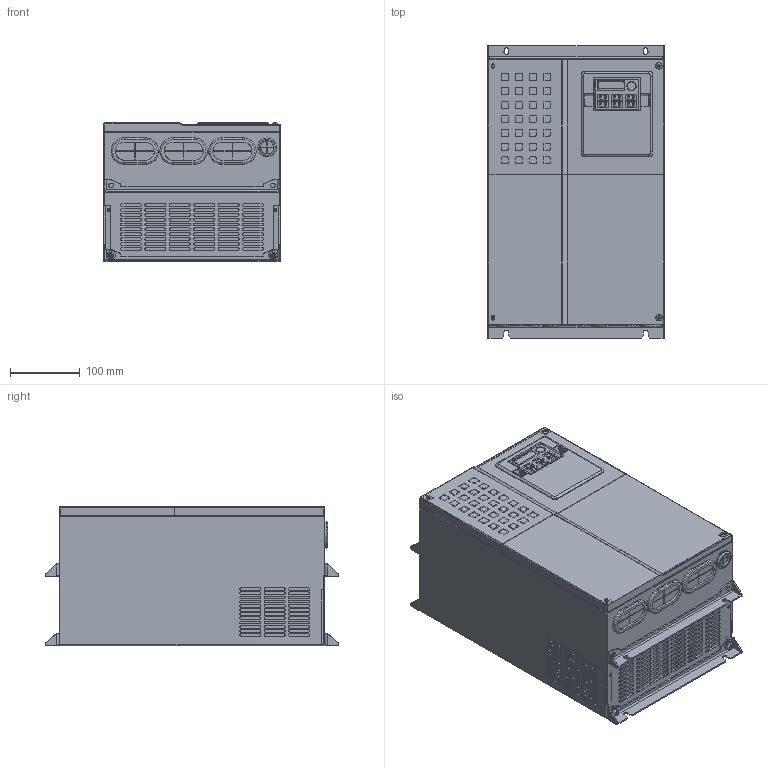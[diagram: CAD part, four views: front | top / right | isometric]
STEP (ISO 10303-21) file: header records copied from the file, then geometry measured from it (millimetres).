
FILE_DESCRIPTION(/* description */ (''),/* implementation_level */ '2;1');
FILE_NAME(/* name */ 'e380-37',/* time_stamp */ '2021-09-13T10:43:53+08:00',/* author */ (''),/* organization */ (''),/* preprocessor_version */ 'ST-DEVELOPER v16.5',/* originating_system */ '',/* authorisation */ '');
FILE_SCHEMA (('CONFIG_CONTROL_DESIGN'));
Products named in the file (1): Document
Bounding box: 254 x 420 x 200.48 mm (x, y, z)
Volume: 6444.9 mm3; surface area: 1365173.7 mm2
Topology: 18 solids, 22 shells, 3448 faces, 9419 edges, 5984 vertices
Faces by surface type: plane 1982, cylinder 1189, bspline 277
Entity records: 116686 total; most frequent: CARTESIAN_POINT 54853, ORIENTED_EDGE 18760, EDGE_CURVE 9420, B_SPLINE_CURVE_WITH_KNOTS 6648, VERTEX_POINT 5984, EDGE_LOOP 3939, ADVANCED_FACE 3448, FACE_OUTER_BOUND 3448
